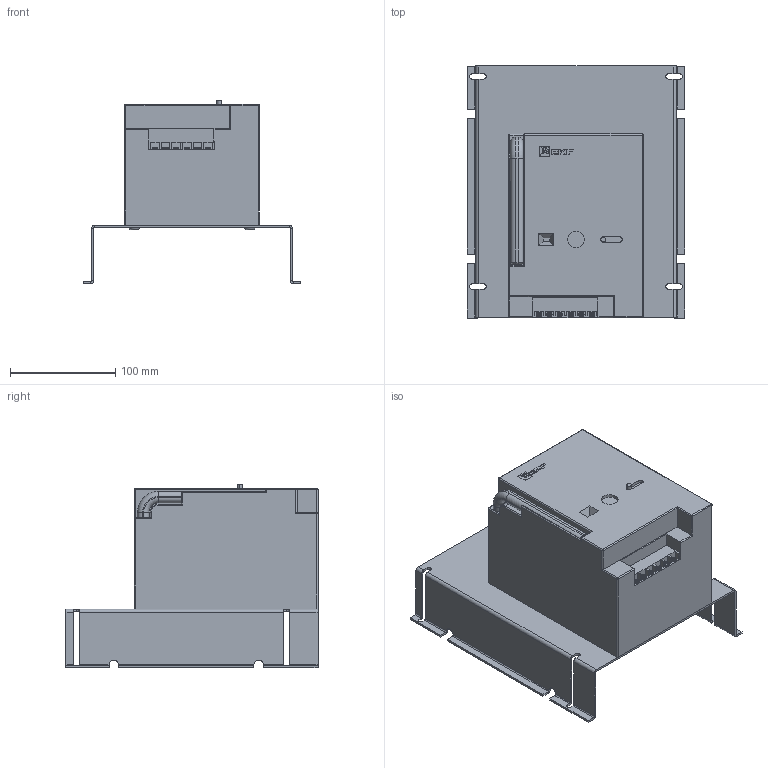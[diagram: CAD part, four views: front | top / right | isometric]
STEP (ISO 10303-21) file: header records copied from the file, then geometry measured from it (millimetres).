
FILE_DESCRIPTION (( 'STEP AP203' ), '1' );
FILE_NAME ('Ýëåêòðîïðèâîä ê ÂÀ-99Ñ (Compact NS) CD-2-1250 EKF PROxima (mccb99c-a-24).STEP', '2022-05-16T13:51:27', ( '' ), ( '' ), 'SwSTEP 2.0', 'SolidWorks 2021', '' );
FILE_SCHEMA (( 'CONFIG_CONTROL_DESIGN' ));
Length unit declared in the file: millimetre
Products named in the file (1): Ýëåêòðîïðèâîä ê ÂÀ-99Ñ (Compact NS) CD-2-1250 EKF PROxima (mccb99c-a-24)
Bounding box: 207 x 240 x 175 mm (x, y, z)
Volume: 2520976.2 mm3; surface area: 277236.9 mm2
Topology: 2 solids, 2 shells, 488 faces, 1339 edges, 876 vertices
Faces by surface type: plane 308, cylinder 140, torus 32, sphere 8
Entity records: 15732 total; most frequent: CARTESIAN_POINT 3125, ORIENTED_EDGE 2662, DIRECTION 2578, EDGE_CURVE 1331, VECTOR 912, LINE 912, VERTEX_POINT 876, AXIS2_PLACEMENT_3D 833
